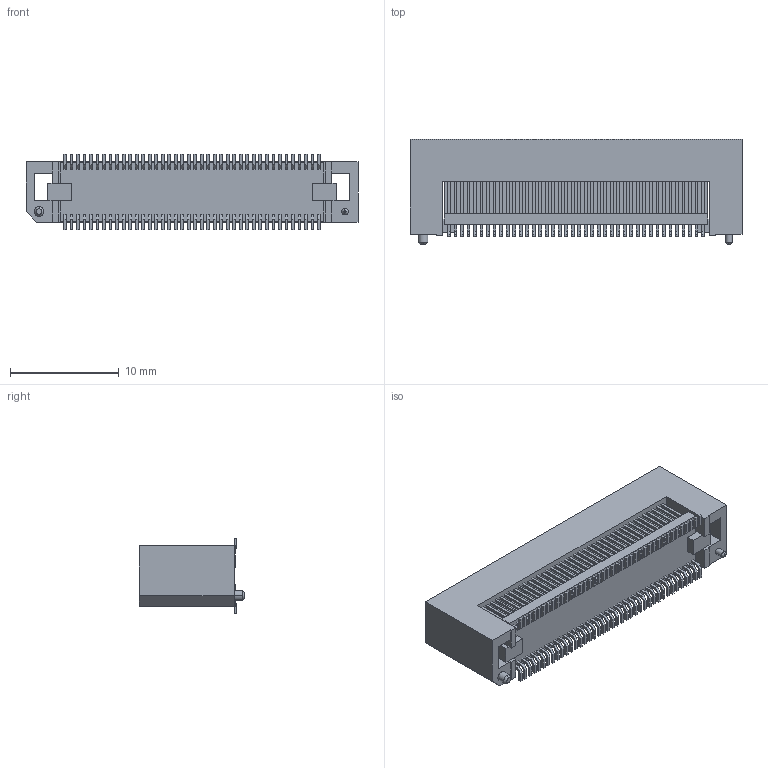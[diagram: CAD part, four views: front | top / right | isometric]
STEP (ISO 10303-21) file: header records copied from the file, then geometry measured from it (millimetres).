
FILE_DESCRIPTION(('OneSpaceDesigner STEP Export'),'2;1');
FILE_NAME('FX8C-80S-SV5.stp','2007-03-20T18:41:20',(''),(''),'OneSpace Designer STEP processor (Jan. 2003) for AP214(CD)(Solid Model)','OneSpace Designer 12.00 10-Sep-2003 (C) CoCreate Software GmbH','');
FILE_SCHEMA(('AUTOMOTIVE_DESIGN_CC2 {1 2 10303 214 -1 1 5 1}'));
Length unit declared in the file: millimetre
Products named in the file (1): FX8C-80S-SV5
Bounding box: 30.6 x 9.7 x 7 mm (x, y, z)
Volume: 938.8 mm3; surface area: 2010 mm2
Topology: 1 solids, 1 shells, 1139 faces, 3183 edges, 2118 vertices
Faces by surface type: plane 1131, cone 4, cylinder 4
Entity records: 44439 total; most frequent: CARTESIAN_POINT 6449, ORIENTED_EDGE 6366, DIRECTION 5447, EDGE_CURVE 3183, VECTOR 3167, LINE 3167, VERTEX_POINT 2118, EDGE_LOOP 1383
